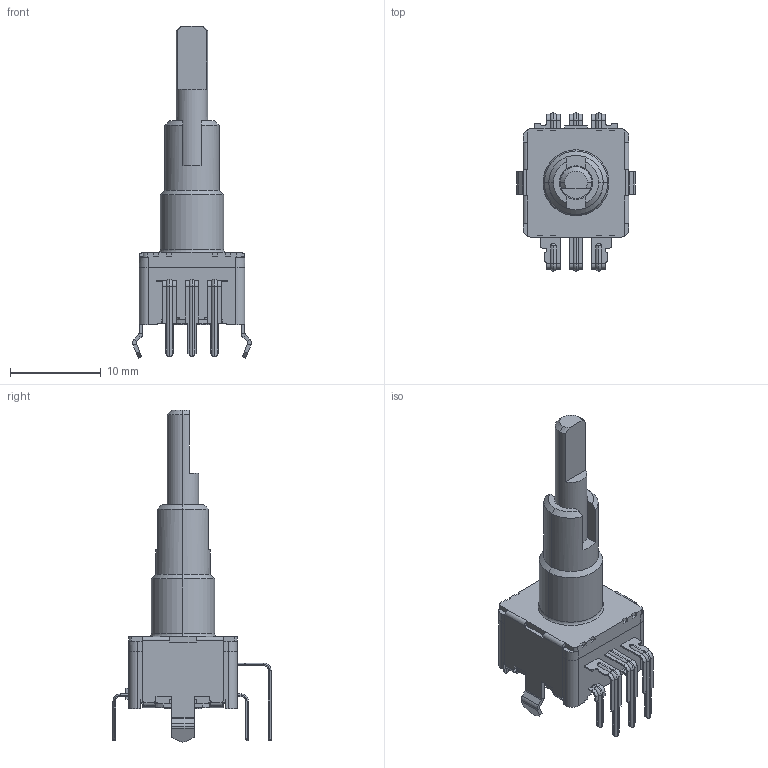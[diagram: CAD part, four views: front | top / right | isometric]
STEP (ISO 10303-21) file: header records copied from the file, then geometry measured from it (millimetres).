
FILE_DESCRIPTION(('STEP AP242'),'1');
FILE_NAME('ec11ebb24c03.stp','2022-08-03T13:01:55',('TraceParts'),('TraceParts S.A.'),'Spatial InterOp 3D',' ',' ');
FILE_SCHEMA(('AP242_MANAGED_MODEL_BASED_3D_ENGINEERING_MIM_LF {1 0 10303 442 1 1 4}'));
Length unit declared in the file: millimetre
Products named in the file (1): ec11ebb24c03
Bounding box: 13.1 x 17.45 x 36.65 mm (x, y, z)
Volume: 1589.8 mm3; surface area: 1759 mm2
Topology: 1 solids, 1 shells, 849 faces, 2117 edges, 1290 vertices
Faces by surface type: plane 536, cylinder 248, torus 38, cone 19, bspline 8
Entity records: 31045 total; most frequent: CARTESIAN_POINT 4801, ORIENTED_EDGE 4226, DIRECTION 4178, EDGE_CURVE 2113, LINE 1540, VECTOR 1540, AXIS2_PLACEMENT_3D 1319, VERTEX_POINT 1290
